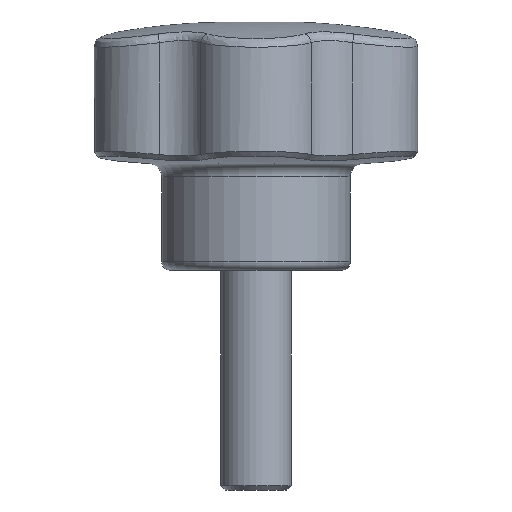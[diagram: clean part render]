
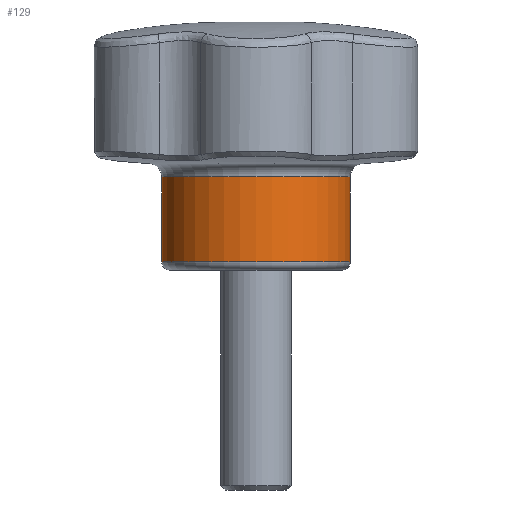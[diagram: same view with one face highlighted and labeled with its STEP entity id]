
A CAD part, front view. The second image highlights one B-rep face of the part: STEP entity #129.
In plain terms, the highlighted cylindrical face has radius 10.65 mm (diameter 21.3 mm), a full revolution.
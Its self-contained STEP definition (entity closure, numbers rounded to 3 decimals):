
#129 = ADVANCED_FACE( '', ( #301, #302 ), #303, .T. );
#301 = FACE_OUTER_BOUND( '', #1611, .T. );
#302 = FACE_OUTER_BOUND( '', #1612, .T. );
#303 = CYLINDRICAL_SURFACE( '', #1613, 10.65 );
#1611 = EDGE_LOOP( '', ( #3655 ) );
#1612 = EDGE_LOOP( '', ( #3656 ) );
#1613 = AXIS2_PLACEMENT_3D( '', #3657, #3658, #3659 );
#3655 = ORIENTED_EDGE( '', *, *, #4103, .T. );
#3656 = ORIENTED_EDGE( '', *, *, #4019, .T. );
#3657 = CARTESIAN_POINT( '', ( 0., 0., 23.65 ) );
#3658 = DIRECTION( '', ( 0., 0., -1. ) );
#3659 = DIRECTION( '', ( 1., 0., 0. ) );
#4019 = EDGE_CURVE( '', #4237, #4237, #4238, .F. );
#4103 = EDGE_CURVE( '', #4378, #4378, #4379, .T. );
#4237 = VERTEX_POINT( '', #4552 );
#4238 = CIRCLE( '', #4553, 10.65 );
#4378 = VERTEX_POINT( '', #5606 );
#4379 = CIRCLE( '', #5607, 10.65 );
#4552 = CARTESIAN_POINT( '', ( 10.65, 0., 10.562 ) );
#4553 = AXIS2_PLACEMENT_3D( '', #6938, #6939, #6940 );
#5606 = CARTESIAN_POINT( '', ( 10.65, 0., 1. ) );
#5607 = AXIS2_PLACEMENT_3D( '', #7011, #7012, #7013 );
#6938 = CARTESIAN_POINT( '', ( 0., 0., 10.562 ) );
#6939 = DIRECTION( '', ( 0., 0., 1. ) );
#6940 = DIRECTION( '', ( 1., 0., 0. ) );
#7011 = CARTESIAN_POINT( '', ( 0., 0., 1. ) );
#7012 = DIRECTION( '', ( 0., 0., 1. ) );
#7013 = DIRECTION( '', ( 1., 0., 0. ) );
